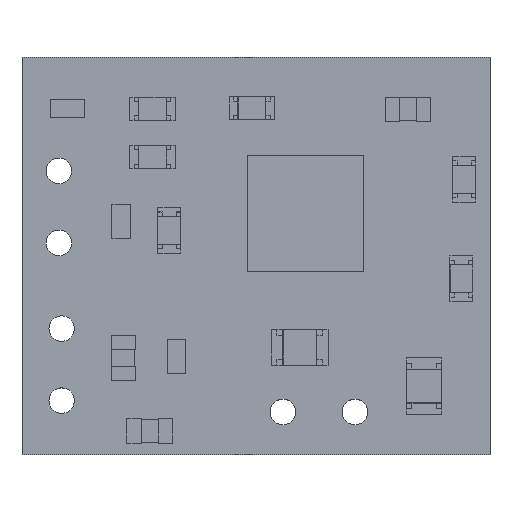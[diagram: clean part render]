
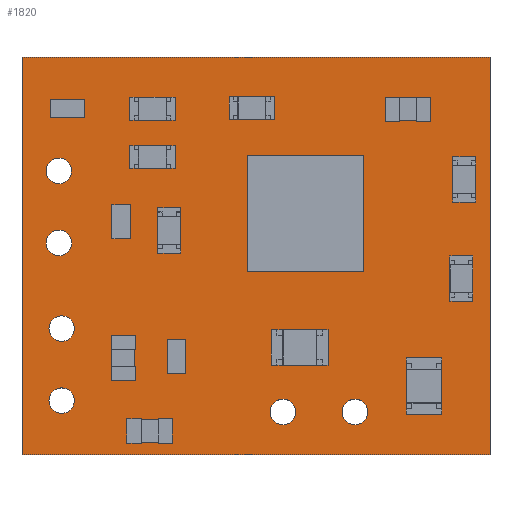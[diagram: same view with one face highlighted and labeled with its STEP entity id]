
A CAD part, top view. The second image highlights one B-rep face of the part: STEP entity #1820.
In plain terms, the highlighted planar face has unit normal (0, 0, 1).
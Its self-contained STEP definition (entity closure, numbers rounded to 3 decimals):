
#1820=ADVANCED_FACE('',(#3884,#3885,#3886,#3887,#3888,#3889,#3890),#3891,.T.);
#3884=FACE_OUTER_BOUND('',#5346,.T.);
#3885=FACE_OUTER_BOUND('',#5347,.T.);
#3886=FACE_OUTER_BOUND('',#5348,.T.);
#3887=FACE_OUTER_BOUND('',#5349,.T.);
#3888=FACE_OUTER_BOUND('',#5350,.T.);
#3889=FACE_OUTER_BOUND('',#5351,.T.);
#3890=FACE_OUTER_BOUND('',#5352,.T.);
#3891=PLANE('',#5353);
#5346=EDGE_LOOP('',(#9393,#9394,#9395,#9396));
#5347=EDGE_LOOP('',(#9397,#9398));
#5348=EDGE_LOOP('',(#9399,#9400));
#5349=EDGE_LOOP('',(#9401,#9402));
#5350=EDGE_LOOP('',(#9403,#9404));
#5351=EDGE_LOOP('',(#9405,#9406));
#5352=EDGE_LOOP('',(#9407,#9408));
#5353=AXIS2_PLACEMENT_3D('',#9409,#9410,#9411);
#9393=ORIENTED_EDGE('',*,*,#11842,.F.);
#9394=ORIENTED_EDGE('',*,*,#11839,.F.);
#9395=ORIENTED_EDGE('',*,*,#11836,.F.);
#9396=ORIENTED_EDGE('',*,*,#11833,.F.);
#9397=ORIENTED_EDGE('',*,*,#11845,.T.);
#9398=ORIENTED_EDGE('',*,*,#11829,.T.);
#9399=ORIENTED_EDGE('',*,*,#11847,.T.);
#9400=ORIENTED_EDGE('',*,*,#11825,.T.);
#9401=ORIENTED_EDGE('',*,*,#11849,.T.);
#9402=ORIENTED_EDGE('',*,*,#11821,.T.);
#9403=ORIENTED_EDGE('',*,*,#11851,.T.);
#9404=ORIENTED_EDGE('',*,*,#11817,.T.);
#9405=ORIENTED_EDGE('',*,*,#11853,.T.);
#9406=ORIENTED_EDGE('',*,*,#11813,.T.);
#9407=ORIENTED_EDGE('',*,*,#11855,.T.);
#9408=ORIENTED_EDGE('',*,*,#11809,.T.);
#9409=CARTESIAN_POINT('',(0.0,0.0,0.013));
#9410=DIRECTION('',(0.0,0.0,1.0));
#9411=DIRECTION('',(1.0,0.0,0.0));
#11809=EDGE_CURVE('',#13471,#13468,#13472,.T.);
#11813=EDGE_CURVE('',#13479,#13476,#13480,.T.);
#11817=EDGE_CURVE('',#13487,#13484,#13488,.T.);
#11821=EDGE_CURVE('',#13495,#13492,#13496,.T.);
#11825=EDGE_CURVE('',#13503,#13500,#13504,.T.);
#11829=EDGE_CURVE('',#13511,#13508,#13512,.T.);
#11833=EDGE_CURVE('',#13517,#13519,#13520,.T.);
#11836=EDGE_CURVE('',#13519,#13524,#13525,.T.);
#11839=EDGE_CURVE('',#13524,#13529,#13530,.T.);
#11842=EDGE_CURVE('',#13529,#13517,#13534,.T.);
#11845=EDGE_CURVE('',#13508,#13511,#13537,.T.);
#11847=EDGE_CURVE('',#13500,#13503,#13539,.T.);
#11849=EDGE_CURVE('',#13492,#13495,#13541,.T.);
#11851=EDGE_CURVE('',#13484,#13487,#13543,.T.);
#11853=EDGE_CURVE('',#13476,#13479,#13545,.T.);
#11855=EDGE_CURVE('',#13468,#13471,#13547,.T.);
#13468=VERTEX_POINT('',#15276);
#13471=VERTEX_POINT('',#15280);
#13472=CIRCLE('',#15281,0.45);
#13476=VERTEX_POINT('',#15286);
#13479=VERTEX_POINT('',#15290);
#13480=CIRCLE('',#15291,0.45);
#13484=VERTEX_POINT('',#15296);
#13487=VERTEX_POINT('',#15300);
#13488=CIRCLE('',#15301,0.45);
#13492=VERTEX_POINT('',#15306);
#13495=VERTEX_POINT('',#15310);
#13496=CIRCLE('',#15311,0.45);
#13500=VERTEX_POINT('',#15316);
#13503=VERTEX_POINT('',#15320);
#13504=CIRCLE('',#15321,0.45);
#13508=VERTEX_POINT('',#15326);
#13511=VERTEX_POINT('',#15330);
#13512=CIRCLE('',#15331,0.45);
#13517=VERTEX_POINT('',#15337);
#13519=VERTEX_POINT('',#15340);
#13520=LINE('',#15341,#15342);
#13524=VERTEX_POINT('',#15348);
#13525=LINE('',#15349,#15350);
#13529=VERTEX_POINT('',#15356);
#13530=LINE('',#15357,#15358);
#13534=LINE('',#15364,#15365);
#13537=CIRCLE('',#15369,0.45);
#13539=CIRCLE('',#15371,0.45);
#13541=CIRCLE('',#15373,0.45);
#13543=CIRCLE('',#15375,0.45);
#13545=CIRCLE('',#15377,0.45);
#13547=CIRCLE('',#15379,0.45);
#15276=CARTESIAN_POINT('',(9.65,1.5,0.013));
#15280=CARTESIAN_POINT('',(8.75,1.5,0.013));
#15281=AXIS2_PLACEMENT_3D('',#16061,#16062,#16063);
#15286=CARTESIAN_POINT('',(1.85,1.9,0.013));
#15290=CARTESIAN_POINT('',(0.95,1.9,0.013));
#15291=AXIS2_PLACEMENT_3D('',#16069,#16070,#16071);
#15296=CARTESIAN_POINT('',(12.19,1.5,0.013));
#15300=CARTESIAN_POINT('',(11.29,1.5,0.013));
#15301=AXIS2_PLACEMENT_3D('',#16077,#16078,#16079);
#15306=CARTESIAN_POINT('',(1.75,7.46,0.013));
#15310=CARTESIAN_POINT('',(0.85,7.46,0.013));
#15311=AXIS2_PLACEMENT_3D('',#16085,#16086,#16087);
#15316=CARTESIAN_POINT('',(1.75,10.,0.013));
#15320=CARTESIAN_POINT('',(0.85,10.,0.013));
#15321=AXIS2_PLACEMENT_3D('',#16093,#16094,#16095);
#15326=CARTESIAN_POINT('',(1.85,4.44,0.013));
#15330=CARTESIAN_POINT('',(0.95,4.44,0.013));
#15331=AXIS2_PLACEMENT_3D('',#16101,#16102,#16103);
#15337=CARTESIAN_POINT('',(0.0,0.0,0.013));
#15340=CARTESIAN_POINT('',(0.0,14.,0.013));
#15341=CARTESIAN_POINT('',(0.0,0.0,0.013));
#15342=VECTOR('',#16109,1.0);
#15348=CARTESIAN_POINT('',(16.5,14.,0.013));
#15349=CARTESIAN_POINT('',(0.0,14.,0.013));
#15350=VECTOR('',#16112,1.0);
#15356=CARTESIAN_POINT('',(16.5,0.0,0.013));
#15357=CARTESIAN_POINT('',(16.5,14.,0.013));
#15358=VECTOR('',#16115,1.0);
#15364=CARTESIAN_POINT('',(16.5,0.0,0.013));
#15365=VECTOR('',#16118,1.0);
#15369=AXIS2_PLACEMENT_3D('',#16123,#16124,#16125);
#15371=AXIS2_PLACEMENT_3D('',#16129,#16130,#16131);
#15373=AXIS2_PLACEMENT_3D('',#16135,#16136,#16137);
#15375=AXIS2_PLACEMENT_3D('',#16141,#16142,#16143);
#15377=AXIS2_PLACEMENT_3D('',#16147,#16148,#16149);
#15379=AXIS2_PLACEMENT_3D('',#16153,#16154,#16155);
#16061=CARTESIAN_POINT('',(9.2,1.5,0.013));
#16062=DIRECTION('',(0.0,0.0,1.0));
#16063=DIRECTION('',(1.0,0.0,0.0));
#16069=CARTESIAN_POINT('',(1.4,1.9,0.013));
#16070=DIRECTION('',(0.0,0.0,1.0));
#16071=DIRECTION('',(1.0,0.0,0.0));
#16077=CARTESIAN_POINT('',(11.74,1.5,0.013));
#16078=DIRECTION('',(0.0,0.0,1.0));
#16079=DIRECTION('',(1.0,0.0,0.0));
#16085=CARTESIAN_POINT('',(1.3,7.46,0.013));
#16086=DIRECTION('',(0.0,0.0,1.0));
#16087=DIRECTION('',(1.0,0.0,0.0));
#16093=CARTESIAN_POINT('',(1.3,10.,0.013));
#16094=DIRECTION('',(0.0,0.0,1.0));
#16095=DIRECTION('',(1.0,0.0,0.0));
#16101=CARTESIAN_POINT('',(1.4,4.44,0.013));
#16102=DIRECTION('',(0.0,0.0,1.0));
#16103=DIRECTION('',(1.0,0.0,0.0));
#16109=DIRECTION('',(0.0,1.0,0.0));
#16112=DIRECTION('',(1.0,0.0,0.0));
#16115=DIRECTION('',(0.0,-1.0,0.0));
#16118=DIRECTION('',(-1.0,0.0,0.0));
#16123=CARTESIAN_POINT('',(1.4,4.44,0.013));
#16124=DIRECTION('',(0.0,0.0,1.0));
#16125=DIRECTION('',(1.0,0.0,0.0));
#16129=CARTESIAN_POINT('',(1.3,10.,0.013));
#16130=DIRECTION('',(0.0,0.0,1.0));
#16131=DIRECTION('',(1.0,0.0,0.0));
#16135=CARTESIAN_POINT('',(1.3,7.46,0.013));
#16136=DIRECTION('',(0.0,0.0,1.0));
#16137=DIRECTION('',(1.0,0.0,0.0));
#16141=CARTESIAN_POINT('',(11.74,1.5,0.013));
#16142=DIRECTION('',(0.0,0.0,1.0));
#16143=DIRECTION('',(1.0,0.0,0.0));
#16147=CARTESIAN_POINT('',(1.4,1.9,0.013));
#16148=DIRECTION('',(0.0,0.0,1.0));
#16149=DIRECTION('',(1.0,0.0,0.0));
#16153=CARTESIAN_POINT('',(9.2,1.5,0.013));
#16154=DIRECTION('',(0.0,0.0,1.0));
#16155=DIRECTION('',(1.0,0.0,0.0));
